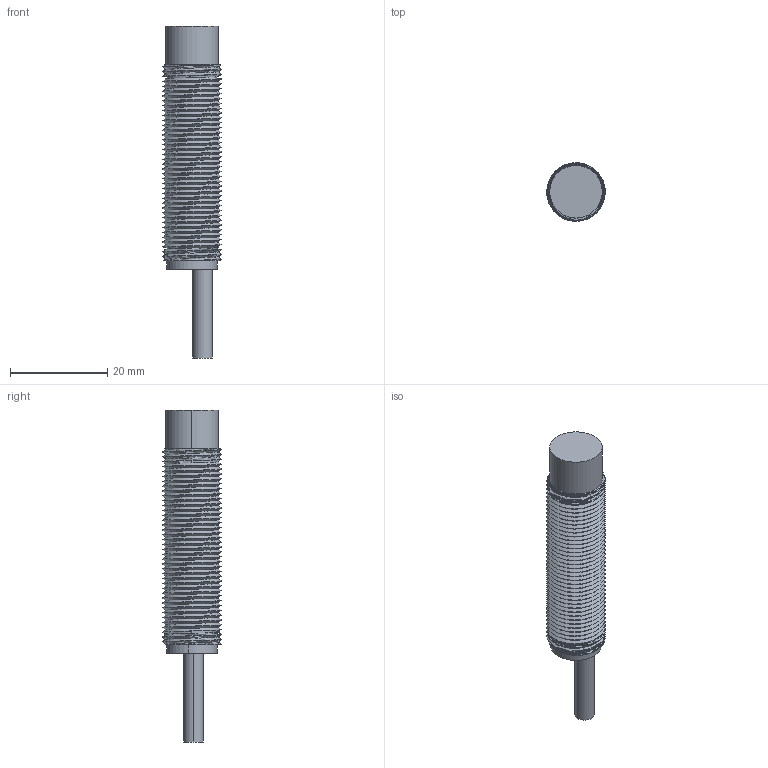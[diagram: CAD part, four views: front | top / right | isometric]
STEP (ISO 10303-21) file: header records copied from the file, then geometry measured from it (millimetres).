
FILE_DESCRIPTION (( 'STEP AP203' ), '1' );
FILE_NAME ('蚾饜极-I1SN-M1204N-O3U2-GDS.STEP', '2020-03-05T08:53:24', ( '' ), ( '' ), 'SwSTEP 2.0', 'SolidWorks 2017', '' );
FILE_SCHEMA (( 'CONFIG_CONTROL_DESIGN' ));
Length unit declared in the file: millimetre
Products named in the file (7): 零件-标准型露出管子; 錨璃-繞堤覜茼褲; 錨璃-芵隴綴裔; 錨璃-萇擢; 蚾饜极-I1SN-M1204N-O3U2-GDS; D3led; 錨璃-產薛
Assembly tree (6 placements, depth 2):
  蚾饜极-I1SN-M1204N-O3U2-GDS
    錨璃-產薛
    錨璃-芵隴綴裔
    錨璃-萇擢
    D3led
    錨璃-繞堤覜茼褲
    零件-标准型露出管子
Bounding box: 12 x 11.99 x 68.2 mm (x, y, z)
Volume: 2356.8 mm3; surface area: 5002 mm2
Topology: 6 solids, 6 shells, 124 faces, 335 edges, 222 vertices
Faces by surface type: cylinder 107, plane 14, bspline 2, sphere 1
Entity records: 9633 total; most frequent: CARTESIAN_POINT 6213, ORIENTED_EDGE 666, DIRECTION 486, EDGE_CURVE 333, VERTEX_POINT 221, AXIS2_PLACEMENT_3D 189, EDGE_LOOP 134, ADVANCED_FACE 124
